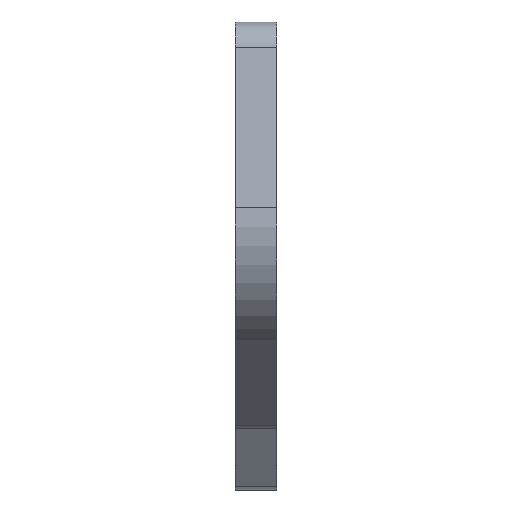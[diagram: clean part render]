
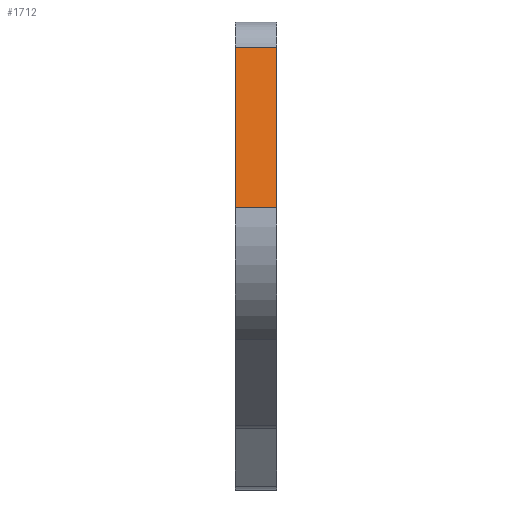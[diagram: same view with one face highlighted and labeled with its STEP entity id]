
A CAD part, left-side view. The second image highlights one B-rep face of the part: STEP entity #1712.
In plain terms, the highlighted planar face has unit normal (-0.983, 0, 0.183).
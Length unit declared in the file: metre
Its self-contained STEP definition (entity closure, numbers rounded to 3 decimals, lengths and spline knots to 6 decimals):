
#449=ORIENTED_EDGE('',*,*,#884,.F.);
#450=ORIENTED_EDGE('',*,*,#926,.F.);
#451=ORIENTED_EDGE('',*,*,#766,.T.);
#452=ORIENTED_EDGE('',*,*,#927,.T.);
#766=EDGE_CURVE('',#1025,#1024,#1178,.T.);
#884=EDGE_CURVE('',#1142,#1143,#1204,.T.);
#926=EDGE_CURVE('',#1025,#1142,#1224,.T.);
#927=EDGE_CURVE('',#1024,#1143,#1225,.T.);
#1024=VERTEX_POINT('',#2674);
#1025=VERTEX_POINT('',#2676);
#1142=VERTEX_POINT('',#2911);
#1143=VERTEX_POINT('',#2913);
#1178=LINE('',#2675,#1298);
#1204=LINE('',#2912,#1324);
#1224=LINE('',#2995,#1344);
#1225=LINE('',#2997,#1345);
#1298=VECTOR('',#2089,1.);
#1324=VECTOR('',#2301,1.);
#1344=VECTOR('',#2391,1.);
#1345=VECTOR('',#2394,1.);
#1458=EDGE_LOOP('',(#449,#450,#451,#452));
#1590=FACE_BOUND('',#1458,.T.);
#1683=PLANE('',#1954);
#1712=ADVANCED_FACE('',(#1590),#1683,.T.);
#1954=AXIS2_PLACEMENT_3D('',#2996,#2392,#2393);
#2089=DIRECTION('',(-0.183,0.,-0.983));
#2301=DIRECTION('',(-0.183,0.,-0.983));
#2391=DIRECTION('',(0.,-1.,0.));
#2392=DIRECTION('',(-0.983,0.,0.183));
#2393=DIRECTION('',(0.183,0.,0.983));
#2394=DIRECTION('',(0.,-1.,0.));
#2674=CARTESIAN_POINT('',(-0.142391,0.029675,0.0492));
#2675=CARTESIAN_POINT('',(-0.14013,0.029675,0.061365));
#2676=CARTESIAN_POINT('',(-0.137869,0.029675,0.07353));
#2911=CARTESIAN_POINT('',(-0.137869,0.023325,0.07353));
#2912=CARTESIAN_POINT('',(-0.14013,0.023325,0.061365));
#2913=CARTESIAN_POINT('',(-0.142391,0.023325,0.0492));
#2995=CARTESIAN_POINT('',(-0.137869,0.029675,0.07353));
#2996=CARTESIAN_POINT('',(-0.14013,0.029675,0.061365));
#2997=CARTESIAN_POINT('',(-0.142391,0.029675,0.0492));
